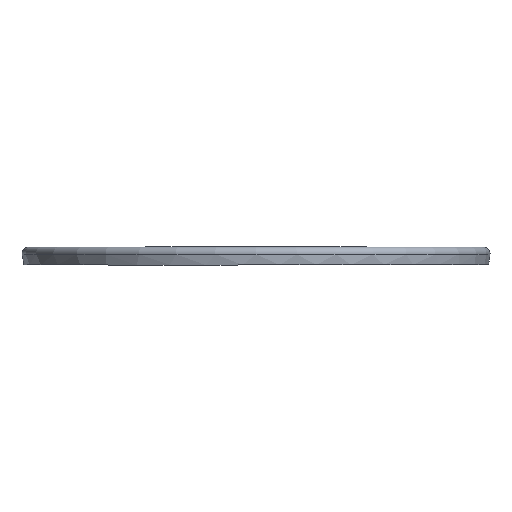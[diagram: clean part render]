
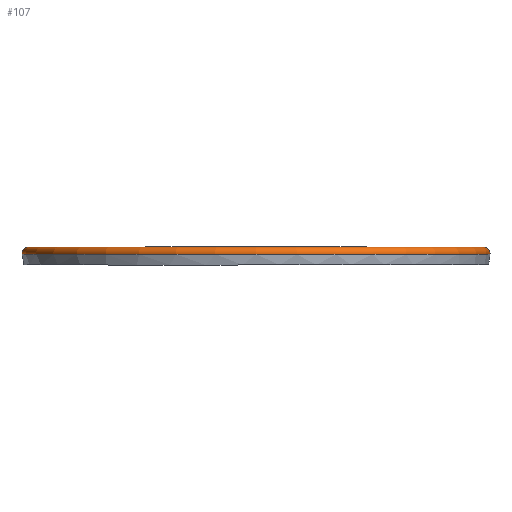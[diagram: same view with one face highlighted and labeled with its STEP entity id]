
A CAD part, top view. The second image highlights one B-rep face of the part: STEP entity #107.
In plain terms, the highlighted toroidal (fillet/blend) face has major radius 26.474 mm and minor radius 0.75 mm.
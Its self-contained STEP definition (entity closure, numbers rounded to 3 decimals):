
#29=FACE_OUTER_BOUND('',#35,.T.);
#35=EDGE_LOOP('',(#75,#76,#77,#78,#79));
#42=CIRCLE('',#128,26.474);
#43=CIRCLE('',#129,0.75);
#44=CIRCLE('',#130,27.217);
#45=CIRCLE('',#131,27.217);
#50=VERTEX_POINT('',#172);
#51=VERTEX_POINT('',#174);
#52=VERTEX_POINT('',#176);
#60=EDGE_CURVE('',#50,#50,#42,.T.);
#61=EDGE_CURVE('',#50,#51,#43,.T.);
#62=EDGE_CURVE('',#51,#52,#44,.T.);
#63=EDGE_CURVE('',#52,#51,#45,.T.);
#75=ORIENTED_EDGE('',*,*,#60,.T.);
#76=ORIENTED_EDGE('',*,*,#61,.T.);
#77=ORIENTED_EDGE('',*,*,#62,.T.);
#78=ORIENTED_EDGE('',*,*,#63,.T.);
#79=ORIENTED_EDGE('',*,*,#61,.F.);
#105=TOROIDAL_SURFACE('',#127,26.474,0.75);
#107=ADVANCED_FACE('',(#29),#105,.T.);
#127=AXIS2_PLACEMENT_3D('',#171,#142,#143);
#128=AXIS2_PLACEMENT_3D('',#173,#144,#145);
#129=AXIS2_PLACEMENT_3D('',#175,#146,#147);
#130=AXIS2_PLACEMENT_3D('',#177,#148,#149);
#131=AXIS2_PLACEMENT_3D('',#178,#150,#151);
#142=DIRECTION('center_axis',(0.,1.,0.001));
#143=DIRECTION('ref_axis',(0.,-0.001,1.));
#144=DIRECTION('center_axis',(0.,-1.,-0.001));
#145=DIRECTION('ref_axis',(-1.,0.,0.));
#146=DIRECTION('center_axis',(-1.,0.,0.));
#147=DIRECTION('ref_axis',(0.,0.001,-1.));
#148=DIRECTION('center_axis',(0.,1.,0.001));
#149=DIRECTION('ref_axis',(-1.,0.,0.));
#150=DIRECTION('center_axis',(0.,1.,0.001));
#151=DIRECTION('ref_axis',(-1.,0.,0.));
#171=CARTESIAN_POINT('Origin',(-0.547,17.6,0.031));
#172=CARTESIAN_POINT('',(-0.547,18.376,-26.442));
#173=CARTESIAN_POINT('Origin',(-0.547,18.35,0.032));
#174=CARTESIAN_POINT('',(-0.547,17.529,-27.186));
#175=CARTESIAN_POINT('Origin',(-0.547,17.626,-26.443));
#176=CARTESIAN_POINT('',(26.67,17.502,0.031));
#177=CARTESIAN_POINT('Origin',(-0.547,17.502,0.031));
#178=CARTESIAN_POINT('Origin',(-0.547,17.502,0.031));
